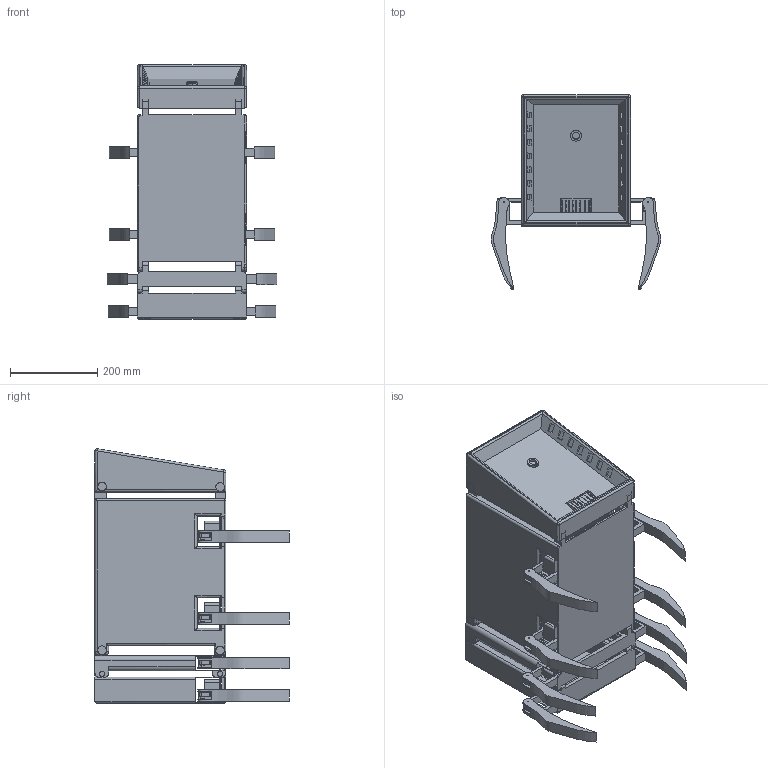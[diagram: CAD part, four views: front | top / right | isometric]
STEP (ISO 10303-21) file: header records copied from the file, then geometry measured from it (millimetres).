
FILE_DESCRIPTION (( 'STEP AP203' ), '1' );
FILE_NAME ('Assem3 ALFA L8.STEP', '2024-02-10T14:20:55', ( '' ), ( '' ), 'SwSTEP 2.0', 'SolidWorks 2021', '' );
FILE_SCHEMA (( 'CONFIG_CONTROL_DESIGN' ));
Length unit declared in the file: inch
Products named in the file (7): Part 3 cet; Part2 cet; Part 5 cet; Assem3 ALFA L8; Part 4 cet; parts cet; Part 6 leg
Assembly tree (20 placements, depth 2):
  Assem3 ALFA L8
    Part2 cet
    parts cet
    Part 3 cet
    Part 4 cet
    Part 5 cet  x8
    Part 6 leg  x8
Bounding box: 388.61 x 444.94 x 583.1 mm (x, y, z)
Volume: 9709043.2 mm3; surface area: 1770931.6 mm2
Topology: 20 solids, 20 shells, 1312 faces, 3596 edges, 2348 vertices
Faces by surface type: plane 668, cylinder 589, bspline 35, torus 15, sphere 5
Entity records: 30432 total; most frequent: CARTESIAN_POINT 6601, ORIENTED_EDGE 4868, DIRECTION 4651, EDGE_CURVE 2434, VERTEX_POINT 1578, AXIS2_PLACEMENT_3D 1571, VECTOR 1509, LINE 1509
